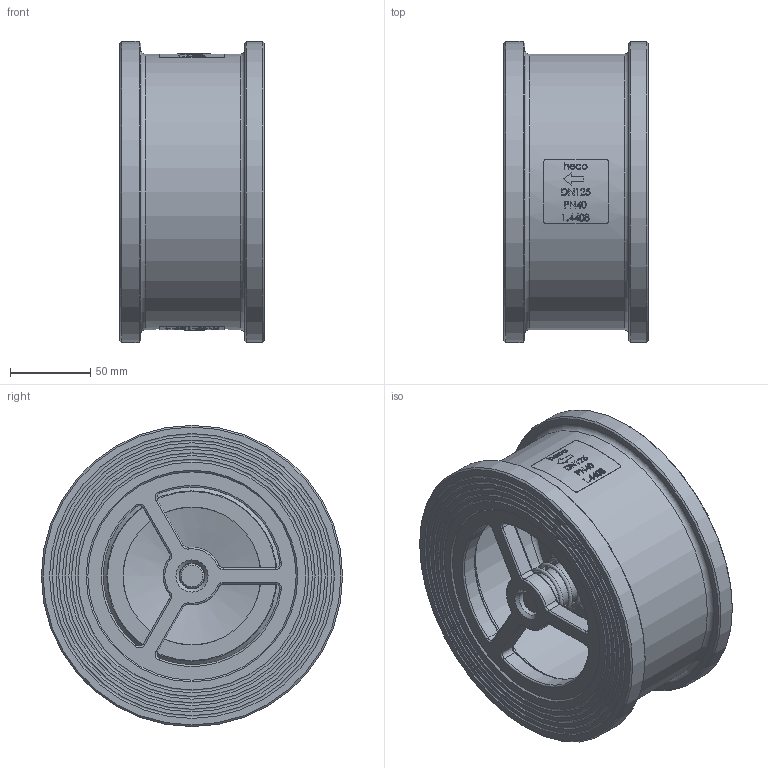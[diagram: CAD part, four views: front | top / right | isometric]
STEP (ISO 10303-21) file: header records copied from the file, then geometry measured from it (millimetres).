
FILE_DESCRIPTION (( 'STEP AP214' ), '1' );
FILE_NAME ('RVZF-125-4 Rückschlagventil Zwischenflansch heco.STEP', '2015-03-27T09:14:55', ( 'test' ), ( '' ), 'SwSTEP 2.0', 'SolidWorks 2011', '' );
FILE_SCHEMA (( 'AUTOMOTIVE_DESIGN' ));
Length unit declared in the file: millimetre
Products named in the file (1): RVZF-125-4 Rückschlagventil Zwischenflansch heco
Bounding box: 90 x 188 x 188 mm (x, y, z)
Volume: 1007598.2 mm3; surface area: 192439.8 mm2
Topology: 1 solids, 1 shells, 585 faces, 1482 edges, 971 vertices
Faces by surface type: plane 252, bspline 164, cylinder 95, torus 59, cone 15
Full cylindrical faces by diameter (mm): 15.5 x1, 16 x1, 25 x2, 110 x2, 118 x2, 120 x1, 150 x1, 172 x1, 188 x2
Entity records: 30682 total; most frequent: CARTESIAN_POINT 11481, ORIENTED_EDGE 2800, DIRECTION 2179, EDGE_CURVE 1400, VERTEX_POINT 942, AXIS2_PLACEMENT_3D 773, EDGE_LOOP 718, LINE 633
